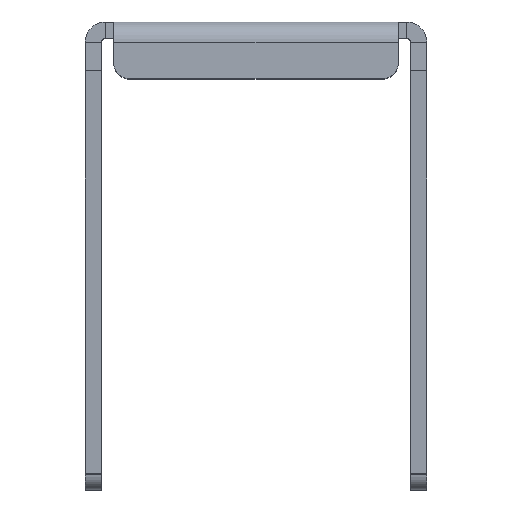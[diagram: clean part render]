
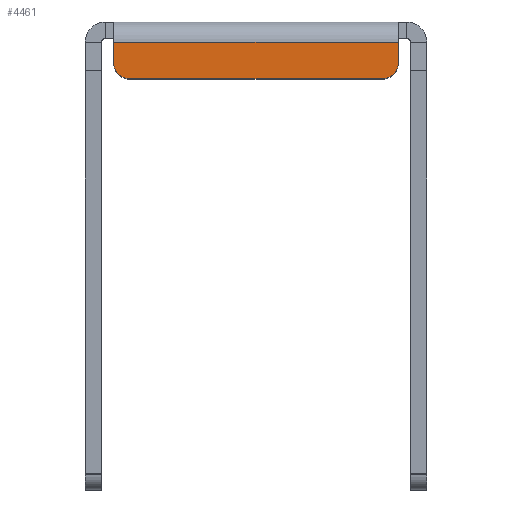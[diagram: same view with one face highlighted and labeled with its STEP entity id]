
A CAD part, top view. The second image highlights one B-rep face of the part: STEP entity #4461.
In plain terms, the highlighted planar face has unit normal (0, 0, 1).
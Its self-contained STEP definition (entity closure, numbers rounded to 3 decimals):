
#1448=DIRECTION('',(-1.,0.,0.));
#1449=VECTOR('',#1448,35.);
#1450=CARTESIAN_POINT('',(17.5,52.5,15.));
#1451=LINE('',#1450,#1449);
#1466=CARTESIAN_POINT('',(15.5,50.,15.));
#1467=DIRECTION('',(0.,0.,1.));
#1468=DIRECTION('',(0.,-1.,0.));
#1469=AXIS2_PLACEMENT_3D('',#1466,#1467,#1468);
#1471=DIRECTION('',(1.,0.,0.));
#1472=VECTOR('',#1471,31.);
#1473=CARTESIAN_POINT('',(-15.5,48.,15.));
#1474=LINE('',#1473,#1472);
#1475=CARTESIAN_POINT('',(-15.5,50.,15.));
#1476=DIRECTION('',(0.,0.,1.));
#1477=DIRECTION('',(-1.,0.,0.));
#1478=AXIS2_PLACEMENT_3D('',#1475,#1476,#1477);
#1480=DIRECTION('',(0.,-1.,0.));
#1481=VECTOR('',#1480,2.5);
#1482=CARTESIAN_POINT('',(-17.5,52.5,15.));
#1483=LINE('',#1482,#1481);
#1484=DIRECTION('',(0.,1.,0.));
#1485=VECTOR('',#1484,2.5);
#1486=CARTESIAN_POINT('',(17.5,50.,15.));
#1487=LINE('',#1486,#1485);
#2202=CARTESIAN_POINT('',(17.5,52.5,15.));
#2203=CARTESIAN_POINT('',(-17.5,52.5,15.));
#2204=VERTEX_POINT('',#2202);
#2205=VERTEX_POINT('',#2203);
#2218=CARTESIAN_POINT('',(15.5,48.,15.));
#2219=CARTESIAN_POINT('',(17.5,50.,15.));
#2220=VERTEX_POINT('',#2218);
#2221=VERTEX_POINT('',#2219);
#2226=CARTESIAN_POINT('',(-17.5,50.,15.));
#2227=CARTESIAN_POINT('',(-15.5,48.,15.));
#2228=VERTEX_POINT('',#2226);
#2229=VERTEX_POINT('',#2227);
#4443=CARTESIAN_POINT('',(-17.5,55.,15.));
#4444=DIRECTION('',(0.,0.,1.));
#4445=DIRECTION('',(-1.,0.,0.));
#4446=AXIS2_PLACEMENT_3D('',#4443,#4444,#4445);
#4447=PLANE('',#4446);
#4449=ORIENTED_EDGE('',*,*,#4448,.F.);
#4451=ORIENTED_EDGE('',*,*,#4450,.F.);
#4453=ORIENTED_EDGE('',*,*,#4452,.F.);
#4455=ORIENTED_EDGE('',*,*,#4454,.F.);
#4456=ORIENTED_EDGE('',*,*,#4434,.F.);
#4458=ORIENTED_EDGE('',*,*,#4457,.F.);
#4459=EDGE_LOOP('',(#4449,#4451,#4453,#4455,#4456,#4458));
#4460=FACE_OUTER_BOUND('',#4459,.F.);
#4461=ADVANCED_FACE('',(#4460),#4447,.T.);
#1470=CIRCLE('',#1469,2.);
#1479=CIRCLE('',#1478,2.);
#4434=EDGE_CURVE('',#2204,#2205,#1451,.T.);
#4448=EDGE_CURVE('',#2220,#2221,#1470,.T.);
#4450=EDGE_CURVE('',#2229,#2220,#1474,.T.);
#4452=EDGE_CURVE('',#2228,#2229,#1479,.T.);
#4454=EDGE_CURVE('',#2205,#2228,#1483,.T.);
#4457=EDGE_CURVE('',#2221,#2204,#1487,.T.);
